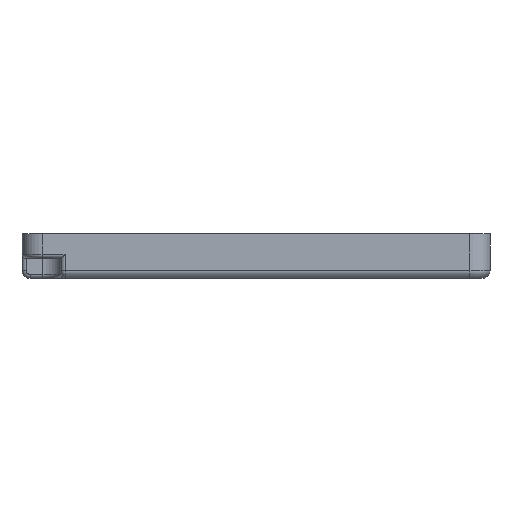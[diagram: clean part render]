
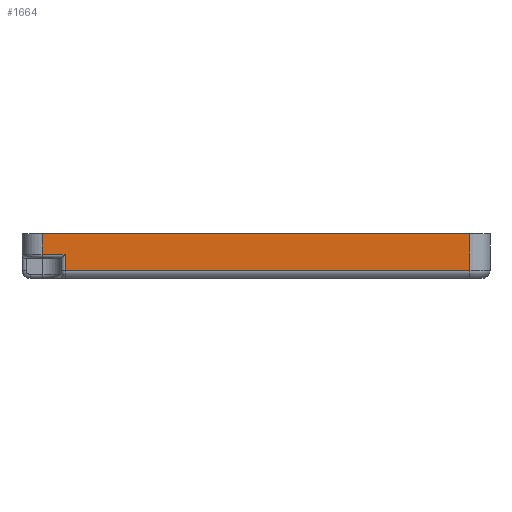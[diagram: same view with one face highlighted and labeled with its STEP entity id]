
A CAD part, front view. The second image highlights one B-rep face of the part: STEP entity #1664.
In plain terms, the highlighted planar face has unit normal (0, -1, 0).
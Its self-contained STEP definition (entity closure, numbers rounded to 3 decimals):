
#2 = VERTEX_POINT ( 'NONE', #3853 ) ;
#18 = VERTEX_POINT ( 'NONE', #3822 ) ;
#199 = CARTESIAN_POINT ( 'NONE',  ( 53.25, -58.25, 2. ) ) ;
#215 = VERTEX_POINT ( 'NONE', #2250 ) ;
#240 = CARTESIAN_POINT ( 'NONE',  ( 0., -58.25, 11.2 ) ) ;
#249 = DIRECTION ( 'NONE',  ( 0., -1., 0. ) ) ;
#430 = LINE ( 'NONE', #2248, #3026 ) ;
#473 = LINE ( 'NONE', #3959, #2262 ) ;
#663 = DIRECTION ( 'NONE',  ( 0., 0., -1. ) ) ;
#664 = EDGE_CURVE ( 'NONE', #3874, #2, #3626, .T. ) ;
#939 = ORIENTED_EDGE ( 'NONE', *, *, #1039, .F. ) ;
#948 = DIRECTION ( 'NONE',  ( 1., 0., 0. ) ) ;
#981 = CARTESIAN_POINT ( 'NONE',  ( 0., -58.25, 11.2 ) ) ;
#1039 = EDGE_CURVE ( 'NONE', #1811, #18, #2875, .T. ) ;
#1128 = CARTESIAN_POINT ( 'NONE',  ( 53.25, -58.25, 11.2 ) ) ;
#1235 = PLANE ( 'NONE',  #3493 ) ;
#1362 = ORIENTED_EDGE ( 'NONE', *, *, #664, .T. ) ;
#1501 = DIRECTION ( 'NONE',  ( 1., 0., 0. ) ) ;
#1558 = VECTOR ( 'NONE', #3237, 1000. ) ;
#1664 = ADVANCED_FACE ( 'NONE', ( #2915 ), #1235, .T. ) ;
#1811 = VERTEX_POINT ( 'NONE', #1128 ) ;
#1812 = LINE ( 'NONE', #199, #2259 ) ;
#1949 = ORIENTED_EDGE ( 'NONE', *, *, #1976, .T. ) ;
#1976 = EDGE_CURVE ( 'NONE', #215, #3874, #430, .T. ) ;
#2132 = CARTESIAN_POINT ( 'NONE',  ( -47.533, -58.25, 2. ) ) ;
#2197 = EDGE_LOOP ( 'NONE', ( #3864, #1949, #1362, #3548, #939, #2509 ) ) ;
#2248 = CARTESIAN_POINT ( 'NONE',  ( 0., -58.25, 6. ) ) ;
#2250 = CARTESIAN_POINT ( 'NONE',  ( -53.25, -58.25, 6. ) ) ;
#2259 = VECTOR ( 'NONE', #1501, 1000. ) ;
#2262 = VECTOR ( 'NONE', #2586, 1000. ) ;
#2408 = LINE ( 'NONE', #981, #1558 ) ;
#2490 = EDGE_CURVE ( 'NONE', #3346, #215, #473, .T. ) ;
#2499 = DIRECTION ( 'NONE',  ( 1., 0., 0. ) ) ;
#2509 = ORIENTED_EDGE ( 'NONE', *, *, #2539, .T. ) ;
#2539 = EDGE_CURVE ( 'NONE', #1811, #3346, #2408, .T. ) ;
#2586 = DIRECTION ( 'NONE',  ( 0., 0., -1. ) ) ;
#2706 = DIRECTION ( 'NONE',  ( 0., 0., -1. ) ) ;
#2772 = VECTOR ( 'NONE', #663, 1000. ) ;
#2875 = LINE ( 'NONE', #3919, #2772 ) ;
#2895 = CARTESIAN_POINT ( 'NONE',  ( -47.533, -58.25, 6. ) ) ;
#2915 = FACE_OUTER_BOUND ( 'NONE', #2197, .T. ) ;
#3026 = VECTOR ( 'NONE', #948, 1000. ) ;
#3237 = DIRECTION ( 'NONE',  ( -1., 0., 0. ) ) ;
#3346 = VERTEX_POINT ( 'NONE', #4140 ) ;
#3424 = VECTOR ( 'NONE', #2706, 1000. ) ;
#3493 = AXIS2_PLACEMENT_3D ( 'NONE', #240, #249, #2499 ) ;
#3548 = ORIENTED_EDGE ( 'NONE', *, *, #3740, .T. ) ;
#3626 = LINE ( 'NONE', #2132, #3424 ) ;
#3740 = EDGE_CURVE ( 'NONE', #2, #18, #1812, .T. ) ;
#3822 = CARTESIAN_POINT ( 'NONE',  ( 53.25, -58.25, 2. ) ) ;
#3853 = CARTESIAN_POINT ( 'NONE',  ( -47.533, -58.25, 2. ) ) ;
#3864 = ORIENTED_EDGE ( 'NONE', *, *, #2490, .T. ) ;
#3874 = VERTEX_POINT ( 'NONE', #2895 ) ;
#3919 = CARTESIAN_POINT ( 'NONE',  ( 53.25, -58.25, 11.2 ) ) ;
#3959 = CARTESIAN_POINT ( 'NONE',  ( -53.25, -58.25, 11.2 ) ) ;
#4140 = CARTESIAN_POINT ( 'NONE',  ( -53.25, -58.25, 11.2 ) ) ;
